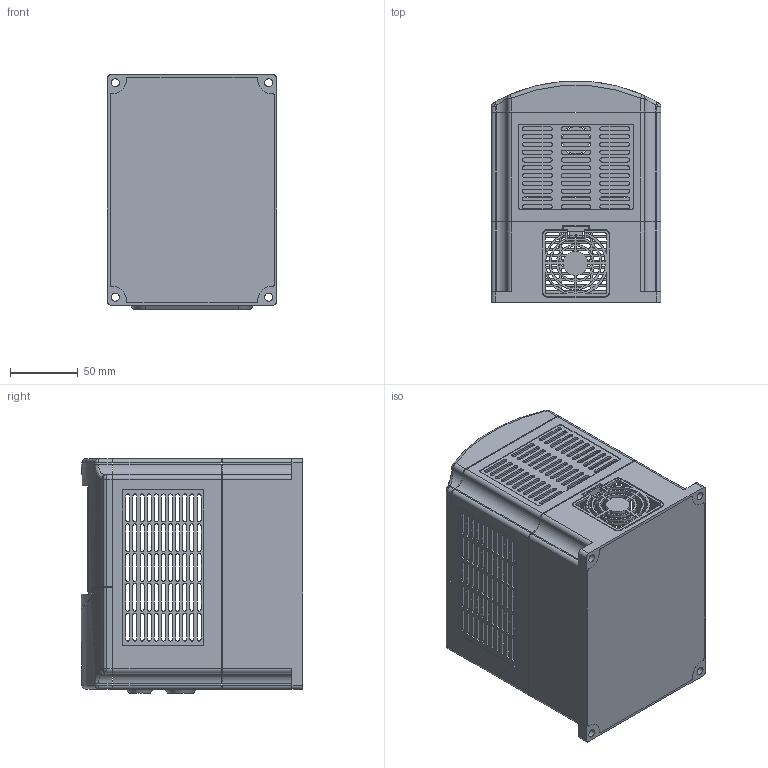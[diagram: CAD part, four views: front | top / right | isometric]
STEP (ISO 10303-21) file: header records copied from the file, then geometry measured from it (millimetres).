
FILE_DESCRIPTION( ( '' ), ' ' );
FILE_NAME( '5e8a78ded4e99d14cf34e026.step', '2020-04-06T00:36:33', ( '' ), ( '' ), ' ', ' ', ' ' );
FILE_SCHEMA( ( 'AUTOMOTIVE_DESIGN { 1 0 10303 214 1 1 1 1 }' ) );
Length unit declared in the file: metre
Products named in the file (5): 1; 2; 3; 4; 5
Bounding box: 125 x 163.39 x 173 mm (x, y, z)
Volume: 671040.9 mm3; surface area: 280906.4 mm2
Topology: 5 solids, 5 shells, 1206 faces, 3451 edges, 2271 vertices
Faces by surface type: plane 642, cylinder 543, sphere 8, torus 6, bspline 4, cone 3
Full cylindrical faces by diameter (mm): 6 x4, 13.968 x1, 20.203 x1, 22 x1
Entity records: 52617 total; most frequent: CARTESIAN_POINT 9492, DIRECTION 6961, ORIENTED_EDGE 6932, EDGE_CURVE 3466, LINE 2323, VECTOR 2323, AXIS2_PLACEMENT_3D 2319, VERTEX_POINT 2294
